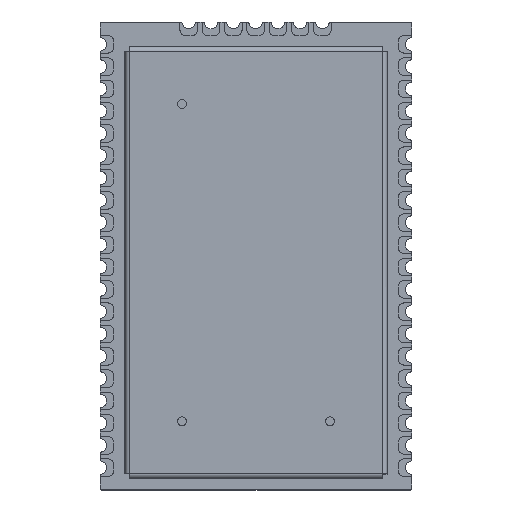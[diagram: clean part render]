
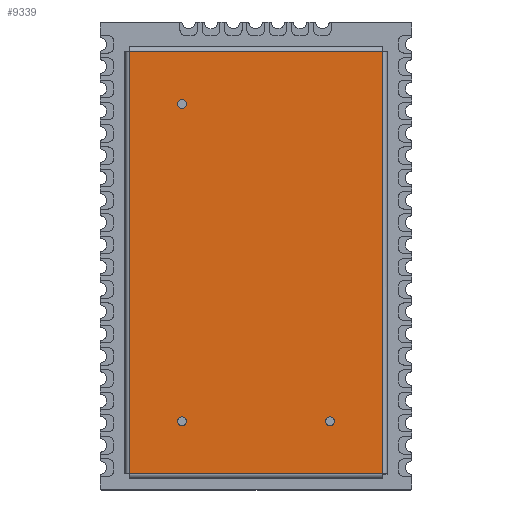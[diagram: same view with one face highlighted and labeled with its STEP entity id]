
A CAD part, top view. The second image highlights one B-rep face of the part: STEP entity #9339.
In plain terms, the highlighted planar face has unit normal (0, 0, 1).
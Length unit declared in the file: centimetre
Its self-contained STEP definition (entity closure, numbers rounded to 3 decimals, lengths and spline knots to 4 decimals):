
#60 = CARTESIAN_POINT ( 'NONE',  ( 0.7216, -1.2421, 0.334 ) ) ;
#253 = CARTESIAN_POINT ( 'NONE',  ( 0., 1.1661, 0.334 ) ) ;
#273 = DIRECTION ( 'NONE',  ( -1., 0., 0. ) ) ;
#379 = DIRECTION ( 'NONE',  ( 0., 0., -1. ) ) ;
#605 = CARTESIAN_POINT ( 'NONE',  ( -0.4216, 0.8661, 0.334 ) ) ;
#905 = AXIS2_PLACEMENT_3D ( 'NONE', #20092, #379, #273 ) ;
#1802 = VERTEX_POINT ( 'NONE', #30755 ) ;
#2532 = AXIS2_PLACEMENT_3D ( 'NONE', #8906, #25943, #18491 ) ;
#2981 = VERTEX_POINT ( 'NONE', #14888 ) ;
#3149 = VECTOR ( 'NONE', #22124, 100. ) ;
#3247 = AXIS2_PLACEMENT_3D ( 'NONE', #30890, #16101, #6060 ) ;
#3426 = LINE ( 'NONE', #253, #25053 ) ;
#3701 = EDGE_LOOP ( 'NONE', ( #23913, #10179 ) ) ;
#3841 = EDGE_CURVE ( 'NONE', #11268, #5005, #23624, .T. ) ;
#3942 = VERTEX_POINT ( 'NONE', #10543 ) ;
#4032 = ORIENTED_EDGE ( 'NONE', *, *, #11002, .T. ) ;
#4696 = DIRECTION ( 'NONE',  ( -1., 0., 0. ) ) ;
#4829 = AXIS2_PLACEMENT_3D ( 'NONE', #16716, #9189, #11446 ) ;
#5005 = VERTEX_POINT ( 'NONE', #8883 ) ;
#5049 = CARTESIAN_POINT ( 'NONE',  ( -0.7216, -0.038, 0.334 ) ) ;
#5100 = VERTEX_POINT ( 'NONE', #31313 ) ;
#5485 = EDGE_LOOP ( 'NONE', ( #26767, #15468 ) ) ;
#5951 = VERTEX_POINT ( 'NONE', #31085 ) ;
#6007 = EDGE_CURVE ( 'NONE', #5005, #11268, #24597, .T. ) ;
#6060 = DIRECTION ( 'NONE',  ( -1., 0., 0. ) ) ;
#7204 = EDGE_CURVE ( 'NONE', #8967, #28705, #21803, .T. ) ;
#7496 = CIRCLE ( 'NONE', #905, 0.025 ) ;
#7547 = CARTESIAN_POINT ( 'NONE',  ( -0.3966, -0.9421, 0.334 ) ) ;
#7868 = DIRECTION ( 'NONE',  ( 1., 0., 0. ) ) ;
#8133 = AXIS2_PLACEMENT_3D ( 'NONE', #605, #15164, #10905 ) ;
#8883 = CARTESIAN_POINT ( 'NONE',  ( -0.4466, -0.9421, 0.334 ) ) ;
#8906 = CARTESIAN_POINT ( 'NONE',  ( 0., -0.038, 0.334 ) ) ;
#8967 = VERTEX_POINT ( 'NONE', #25409 ) ;
#9189 = DIRECTION ( 'NONE',  ( 0., 0., -1. ) ) ;
#9339 = ADVANCED_FACE ( 'NONE', ( #30550, #23974, #13934, #13199 ), #20980, .T. ) ;
#9793 = CARTESIAN_POINT ( 'NONE',  ( -0.4216, -0.9421, 0.334 ) ) ;
#10179 = ORIENTED_EDGE ( 'NONE', *, *, #19985, .T. ) ;
#10543 = CARTESIAN_POINT ( 'NONE',  ( -0.3966, 0.8661, 0.334 ) ) ;
#10627 = EDGE_CURVE ( 'NONE', #2981, #13295, #3426, .T. ) ;
#10905 = DIRECTION ( 'NONE',  ( -1., 0., 0. ) ) ;
#11002 = EDGE_CURVE ( 'NONE', #28705, #2981, #19610, .T. ) ;
#11268 = VERTEX_POINT ( 'NONE', #7547 ) ;
#11446 = DIRECTION ( 'NONE',  ( -1., 0., 0. ) ) ;
#11774 = DIRECTION ( 'NONE',  ( -1., 0., 0. ) ) ;
#12130 = DIRECTION ( 'NONE',  ( -1., 0., 0. ) ) ;
#12284 = EDGE_LOOP ( 'NONE', ( #30101, #30673, #23590, #4032 ) ) ;
#12494 = CIRCLE ( 'NONE', #8133, 0.025 ) ;
#12701 = EDGE_CURVE ( 'NONE', #5100, #1802, #12946, .T. ) ;
#12745 = EDGE_CURVE ( 'NONE', #5951, #3942, #15630, .T. ) ;
#12946 = CIRCLE ( 'NONE', #3247, 0.025 ) ;
#13199 = FACE_OUTER_BOUND ( 'NONE', #12284, .T. ) ;
#13295 = VERTEX_POINT ( 'NONE', #30641 ) ;
#13934 = FACE_BOUND ( 'NONE', #5485, .T. ) ;
#14839 = AXIS2_PLACEMENT_3D ( 'NONE', #18985, #26327, #11774 ) ;
#14888 = CARTESIAN_POINT ( 'NONE',  ( 0.7216, 1.1661, 0.334 ) ) ;
#15006 = VECTOR ( 'NONE', #28589, 100. ) ;
#15164 = DIRECTION ( 'NONE',  ( 0., 0., -1. ) ) ;
#15468 = ORIENTED_EDGE ( 'NONE', *, *, #19947, .T. ) ;
#15630 = CIRCLE ( 'NONE', #14839, 0.025 ) ;
#15804 = ORIENTED_EDGE ( 'NONE', *, *, #3841, .T. ) ;
#16027 = VECTOR ( 'NONE', #7868, 100. ) ;
#16101 = DIRECTION ( 'NONE',  ( 0., 0., -1. ) ) ;
#16716 = CARTESIAN_POINT ( 'NONE',  ( -0.4216, -0.9421, 0.334 ) ) ;
#17590 = EDGE_CURVE ( 'NONE', #13295, #8967, #22078, .T. ) ;
#18491 = DIRECTION ( 'NONE',  ( 1., 0., 0. ) ) ;
#18985 = CARTESIAN_POINT ( 'NONE',  ( -0.4216, 0.8661, 0.334 ) ) ;
#19610 = LINE ( 'NONE', #26102, #15006 ) ;
#19947 = EDGE_CURVE ( 'NONE', #3942, #5951, #12494, .T. ) ;
#19985 = EDGE_CURVE ( 'NONE', #1802, #5100, #7496, .T. ) ;
#20092 = CARTESIAN_POINT ( 'NONE',  ( 0.4216, -0.9421, 0.334 ) ) ;
#20980 = PLANE ( 'NONE',  #2532 ) ;
#21803 = LINE ( 'NONE', #27937, #16027 ) ;
#21890 = ORIENTED_EDGE ( 'NONE', *, *, #6007, .T. ) ;
#22078 = LINE ( 'NONE', #5049, #3149 ) ;
#22124 = DIRECTION ( 'NONE',  ( 0., -1., 0. ) ) ;
#22606 = AXIS2_PLACEMENT_3D ( 'NONE', #9793, #29313, #4696 ) ;
#22889 = EDGE_LOOP ( 'NONE', ( #21890, #15804 ) ) ;
#23590 = ORIENTED_EDGE ( 'NONE', *, *, #7204, .T. ) ;
#23624 = CIRCLE ( 'NONE', #22606, 0.025 ) ;
#23913 = ORIENTED_EDGE ( 'NONE', *, *, #12701, .T. ) ;
#23974 = FACE_BOUND ( 'NONE', #3701, .T. ) ;
#24597 = CIRCLE ( 'NONE', #4829, 0.025 ) ;
#25053 = VECTOR ( 'NONE', #12130, 100. ) ;
#25409 = CARTESIAN_POINT ( 'NONE',  ( -0.7216, -1.2421, 0.334 ) ) ;
#25943 = DIRECTION ( 'NONE',  ( 0., 0., 1. ) ) ;
#26102 = CARTESIAN_POINT ( 'NONE',  ( 0.7216, -0.038, 0.334 ) ) ;
#26327 = DIRECTION ( 'NONE',  ( 0., 0., -1. ) ) ;
#26767 = ORIENTED_EDGE ( 'NONE', *, *, #12745, .T. ) ;
#27937 = CARTESIAN_POINT ( 'NONE',  ( 0., -1.2421, 0.334 ) ) ;
#28589 = DIRECTION ( 'NONE',  ( 0., 1., 0. ) ) ;
#28705 = VERTEX_POINT ( 'NONE', #60 ) ;
#29313 = DIRECTION ( 'NONE',  ( 0., 0., -1. ) ) ;
#30101 = ORIENTED_EDGE ( 'NONE', *, *, #10627, .T. ) ;
#30550 = FACE_BOUND ( 'NONE', #22889, .T. ) ;
#30641 = CARTESIAN_POINT ( 'NONE',  ( -0.7216, 1.1661, 0.334 ) ) ;
#30673 = ORIENTED_EDGE ( 'NONE', *, *, #17590, .T. ) ;
#30755 = CARTESIAN_POINT ( 'NONE',  ( 0.4466, -0.9421, 0.334 ) ) ;
#30890 = CARTESIAN_POINT ( 'NONE',  ( 0.4216, -0.9421, 0.334 ) ) ;
#31085 = CARTESIAN_POINT ( 'NONE',  ( -0.4466, 0.8661, 0.334 ) ) ;
#31313 = CARTESIAN_POINT ( 'NONE',  ( 0.3966, -0.9421, 0.334 ) ) ;
